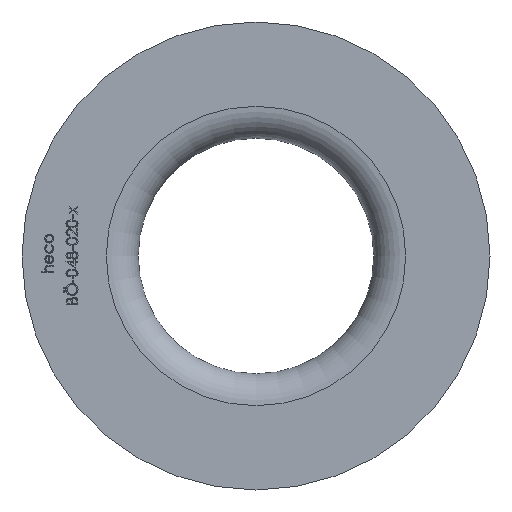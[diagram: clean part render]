
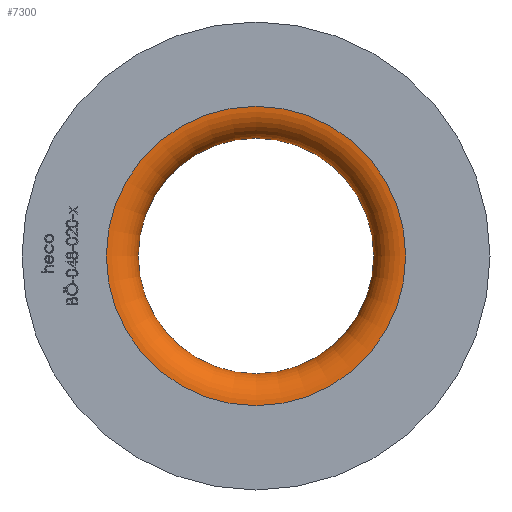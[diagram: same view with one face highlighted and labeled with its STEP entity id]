
A CAD part, left-side view. The second image highlights one B-rep face of the part: STEP entity #7300.
In plain terms, the highlighted toroidal (fillet/blend) face has major radius 28.15 mm and minor radius 6 mm.
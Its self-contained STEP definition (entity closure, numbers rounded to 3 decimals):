
#1349 = TOROIDAL_SURFACE ( 'NONE', #10496, 28.15, 6. ) ;
#1374 = FACE_OUTER_BOUND ( 'NONE', #14314, .T. ) ;
#1510 = VERTEX_POINT ( 'NONE', #12286 ) ;
#2866 = ORIENTED_EDGE ( 'NONE', *, *, #4460, .T. ) ;
#3341 = DIRECTION ( 'NONE',  ( 0., 0., 1. ) ) ;
#4460 = EDGE_CURVE ( 'NONE', #1510, #1510, #12920, .T. ) ;
#4771 = CIRCLE ( 'NONE', #11921, 22.15 ) ;
#5811 = AXIS2_PLACEMENT_3D ( 'NONE', #10655, #8200, #3341 ) ;
#6407 = FACE_OUTER_BOUND ( 'NONE', #11206, .T. ) ;
#6736 = EDGE_CURVE ( 'NONE', #8618, #8618, #4771, .T. ) ;
#7300 = ADVANCED_FACE ( 'NONE', ( #1374, #6407 ), #1349, .T. ) ;
#8200 = DIRECTION ( 'NONE',  ( -1., 0., 0. ) ) ;
#8618 = VERTEX_POINT ( 'NONE', #13481 ) ;
#9119 = ORIENTED_EDGE ( 'NONE', *, *, #6736, .F. ) ;
#10496 = AXIS2_PLACEMENT_3D ( 'NONE', #11029, #14678, #11104 ) ;
#10655 = CARTESIAN_POINT ( 'NONE',  ( 0., 0., 0. ) ) ;
#10749 = DIRECTION ( 'NONE',  ( 0., 0., 1. ) ) ;
#10988 = DIRECTION ( 'NONE',  ( -1., 0., 0. ) ) ;
#11029 = CARTESIAN_POINT ( 'NONE',  ( 6., 0., 0. ) ) ;
#11104 = DIRECTION ( 'NONE',  ( 0., 0., 1. ) ) ;
#11206 = EDGE_LOOP ( 'NONE', ( #2866 ) ) ;
#11921 = AXIS2_PLACEMENT_3D ( 'NONE', #14642, #10988, #10749 ) ;
#12286 = CARTESIAN_POINT ( 'NONE',  ( 0., 0., 28.15 ) ) ;
#12920 = CIRCLE ( 'NONE', #5811, 28.15 ) ;
#13481 = CARTESIAN_POINT ( 'NONE',  ( 6., 0., 22.15 ) ) ;
#14314 = EDGE_LOOP ( 'NONE', ( #9119 ) ) ;
#14642 = CARTESIAN_POINT ( 'NONE',  ( 6., 0., 0. ) ) ;
#14678 = DIRECTION ( 'NONE',  ( -1., 0., 0. ) ) ;
